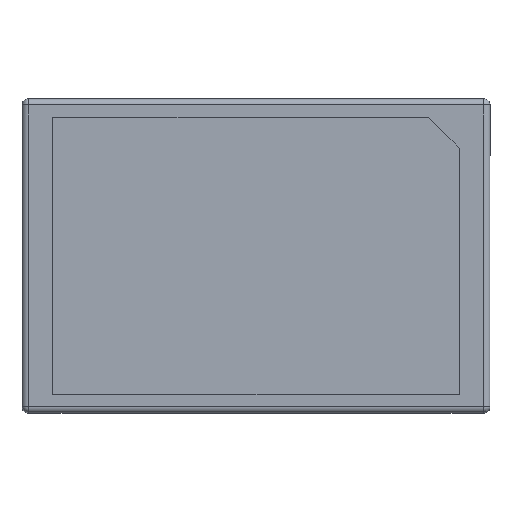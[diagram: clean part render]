
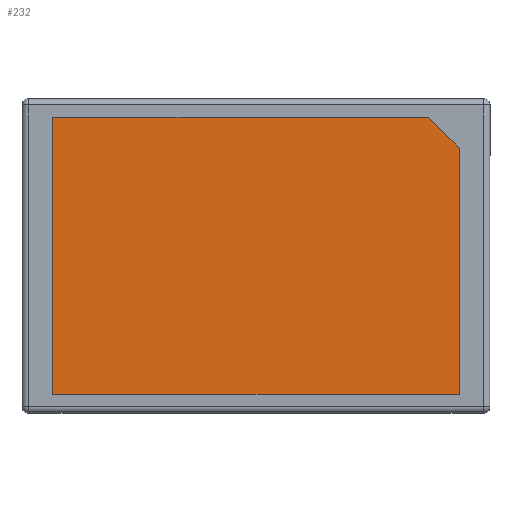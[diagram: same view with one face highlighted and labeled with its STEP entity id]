
A CAD part, top view. The second image highlights one B-rep face of the part: STEP entity #232.
In plain terms, the highlighted planar face has unit normal (0, 0, 1).
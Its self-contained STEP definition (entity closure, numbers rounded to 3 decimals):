
#70=CARTESIAN_POINT('',(33.,-22.5,28.));
#71=VERTEX_POINT('',#70);
#72=CARTESIAN_POINT('',(-33.,-22.5,28.));
#73=VERTEX_POINT('',#72);
#74=CARTESIAN_POINT('',(33.,-22.5,28.0));
#75=DIRECTION('',(-1.0,0.0,0.0));
#76=VECTOR('',#75,66.0);
#77=LINE('',#74,#76);
#78=EDGE_CURVE('',#71,#73,#77,.T.);
#110=CARTESIAN_POINT('',(-33.0,22.5,28.));
#111=VERTEX_POINT('',#110);
#112=CARTESIAN_POINT('',(-33.,-22.5,28.0));
#113=DIRECTION('',(0.0,1.0,0.0));
#114=VECTOR('',#113,45.0);
#115=LINE('',#112,#114);
#116=EDGE_CURVE('',#73,#111,#115,.T.);
#141=CARTESIAN_POINT('',(28.,22.5,28.));
#142=VERTEX_POINT('',#141);
#143=CARTESIAN_POINT('',(-33.0,22.5,28.0));
#144=DIRECTION('',(1.0,0.0,0.0));
#145=VECTOR('',#144,61.);
#146=LINE('',#143,#145);
#147=EDGE_CURVE('',#111,#142,#146,.T.);
#172=CARTESIAN_POINT('',(33.,17.5,28.));
#173=VERTEX_POINT('',#172);
#174=CARTESIAN_POINT('',(28.,22.5,28.0));
#175=DIRECTION('',(0.707,-0.707,0.0));
#176=VECTOR('',#175,7.071);
#177=LINE('',#174,#176);
#178=EDGE_CURVE('',#142,#173,#177,.T.);
#203=CARTESIAN_POINT('',(33.,17.5,28.0));
#204=DIRECTION('',(0.0,-1.0,0.0));
#205=VECTOR('',#204,40.);
#206=LINE('',#203,#205);
#207=EDGE_CURVE('',#173,#71,#206,.T.);
#220=CARTESIAN_POINT('',(-0.465,-0.324,28.));
#221=DIRECTION('',(0.0,0.0,1.0));
#222=DIRECTION('',(0.0,-1.0,0.0));
#223=AXIS2_PLACEMENT_3D('',#220,#221,#222);
#224=PLANE('',#223);
#225=ORIENTED_EDGE('',*,*,#78,.F.);
#226=ORIENTED_EDGE('',*,*,#207,.F.);
#227=ORIENTED_EDGE('',*,*,#178,.F.);
#228=ORIENTED_EDGE('',*,*,#147,.F.);
#229=ORIENTED_EDGE('',*,*,#116,.F.);
#230=EDGE_LOOP('',(#225,#226,#227,#228,#229));
#231=FACE_OUTER_BOUND('',#230,.T.);
#232=ADVANCED_FACE('',(#231),#224,.T.);
